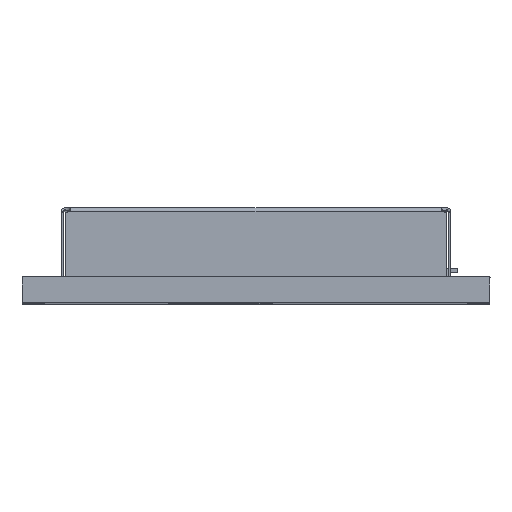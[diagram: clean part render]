
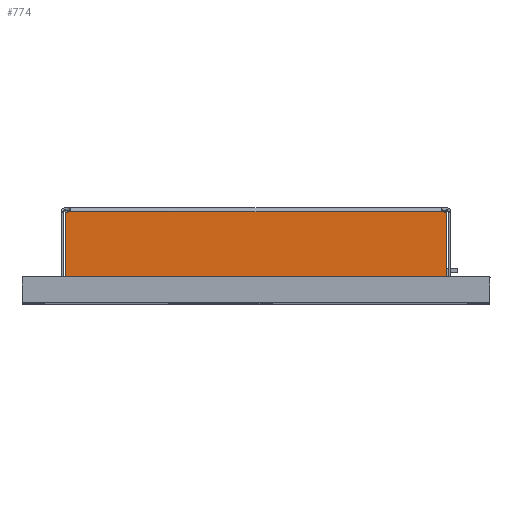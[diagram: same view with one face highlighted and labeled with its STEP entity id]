
A CAD part, top view. The second image highlights one B-rep face of the part: STEP entity #774.
In plain terms, the highlighted planar face has unit normal (0, 0, 1).
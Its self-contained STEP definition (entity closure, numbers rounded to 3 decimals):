
#551 = VECTOR ( 'NONE', #14419, 1000. ) ;
#774 = ADVANCED_FACE ( 'NONE', ( #27316 ), #5402, .T. ) ;
#1966 = CARTESIAN_POINT ( 'NONE',  ( 0., 3.5, 15.05 ) ) ;
#2390 = VERTEX_POINT ( 'NONE', #18202 ) ;
#4081 = AXIS2_PLACEMENT_3D ( 'NONE', #10057, #12654, #5069 ) ;
#4120 = LINE ( 'NONE', #29074, #13816 ) ;
#4162 = CARTESIAN_POINT ( 'NONE',  ( -7.329, 1., 15.05 ) ) ;
#4486 = EDGE_CURVE ( 'NONE', #17257, #29655, #4120, .T. ) ;
#5043 = DIRECTION ( 'NONE',  ( 0., 0., -1. ) ) ;
#5069 = DIRECTION ( 'NONE',  ( 0., -1., 0. ) ) ;
#5402 = PLANE ( 'NONE',  #4081 ) ;
#5501 = VERTEX_POINT ( 'NONE', #4162 ) ;
#6300 = CARTESIAN_POINT ( 'NONE',  ( 7.329, 1., 15.05 ) ) ;
#6547 = LINE ( 'NONE', #26589, #27869 ) ;
#6947 = EDGE_CURVE ( 'NONE', #5501, #31811, #15236, .T. ) ;
#7904 = VECTOR ( 'NONE', #16666, 1000. ) ;
#9150 = CARTESIAN_POINT ( 'NONE',  ( -7.329, 3.478, 15.05 ) ) ;
#9935 = CARTESIAN_POINT ( 'NONE',  ( -7.329, 3.678, 15.05 ) ) ;
#10057 = CARTESIAN_POINT ( 'NONE',  ( 0., 0., 15.05 ) ) ;
#10448 = EDGE_CURVE ( 'NONE', #17257, #5501, #6547, .T. ) ;
#10666 = ORIENTED_EDGE ( 'NONE', *, *, #4486, .T. ) ;
#11342 = EDGE_CURVE ( 'NONE', #2390, #29655, #14556, .T. ) ;
#11747 = DIRECTION ( 'NONE',  ( -1., 0., 0. ) ) ;
#12654 = DIRECTION ( 'NONE',  ( 0., 0., 1. ) ) ;
#13379 = AXIS2_PLACEMENT_3D ( 'NONE', #9935, #5043, #15106 ) ;
#13816 = VECTOR ( 'NONE', #28754, 1000. ) ;
#14419 = DIRECTION ( 'NONE',  ( -1., 0., 0. ) ) ;
#14556 = CIRCLE ( 'NONE', #23495, 0.2 ) ;
#15106 = DIRECTION ( 'NONE',  ( 0., 1., 0. ) ) ;
#15236 = LINE ( 'NONE', #17005, #7904 ) ;
#15480 = ORIENTED_EDGE ( 'NONE', *, *, #17924, .T. ) ;
#15503 = CARTESIAN_POINT ( 'NONE',  ( 7.329, 3.678, 15.05 ) ) ;
#16666 = DIRECTION ( 'NONE',  ( 0., 1., 0. ) ) ;
#17005 = CARTESIAN_POINT ( 'NONE',  ( -7.329, 3.55, 15.05 ) ) ;
#17257 = VERTEX_POINT ( 'NONE', #6300 ) ;
#17924 = EDGE_CURVE ( 'NONE', #25887, #31811, #19039, .T. ) ;
#17985 = DIRECTION ( 'NONE',  ( 0., 0., 1. ) ) ;
#18202 = CARTESIAN_POINT ( 'NONE',  ( 7.238, 3.5, 15.05 ) ) ;
#18852 = ORIENTED_EDGE ( 'NONE', *, *, #10448, .F. ) ;
#19039 = CIRCLE ( 'NONE', #13379, 0.2 ) ;
#20156 = DIRECTION ( 'NONE',  ( 0., -1., 0. ) ) ;
#20324 = LINE ( 'NONE', #1966, #551 ) ;
#20340 = EDGE_CURVE ( 'NONE', #2390, #25887, #20324, .T. ) ;
#23495 = AXIS2_PLACEMENT_3D ( 'NONE', #15503, #17985, #20156 ) ;
#24735 = CARTESIAN_POINT ( 'NONE',  ( 7.329, 3.478, 15.05 ) ) ;
#25887 = VERTEX_POINT ( 'NONE', #27871 ) ;
#25913 = ORIENTED_EDGE ( 'NONE', *, *, #11342, .F. ) ;
#26589 = CARTESIAN_POINT ( 'NONE',  ( -7.5, 1., 15.05 ) ) ;
#27194 = EDGE_LOOP ( 'NONE', ( #28623, #15480, #28353, #18852, #10666, #25913 ) ) ;
#27316 = FACE_OUTER_BOUND ( 'NONE', #27194, .T. ) ;
#27869 = VECTOR ( 'NONE', #11747, 1000. ) ;
#27871 = CARTESIAN_POINT ( 'NONE',  ( -7.238, 3.5, 15.05 ) ) ;
#28353 = ORIENTED_EDGE ( 'NONE', *, *, #6947, .F. ) ;
#28623 = ORIENTED_EDGE ( 'NONE', *, *, #20340, .T. ) ;
#28754 = DIRECTION ( 'NONE',  ( 0., 1., 0. ) ) ;
#29074 = CARTESIAN_POINT ( 'NONE',  ( 7.329, 0., 15.05 ) ) ;
#29655 = VERTEX_POINT ( 'NONE', #24735 ) ;
#31811 = VERTEX_POINT ( 'NONE', #9150 ) ;
